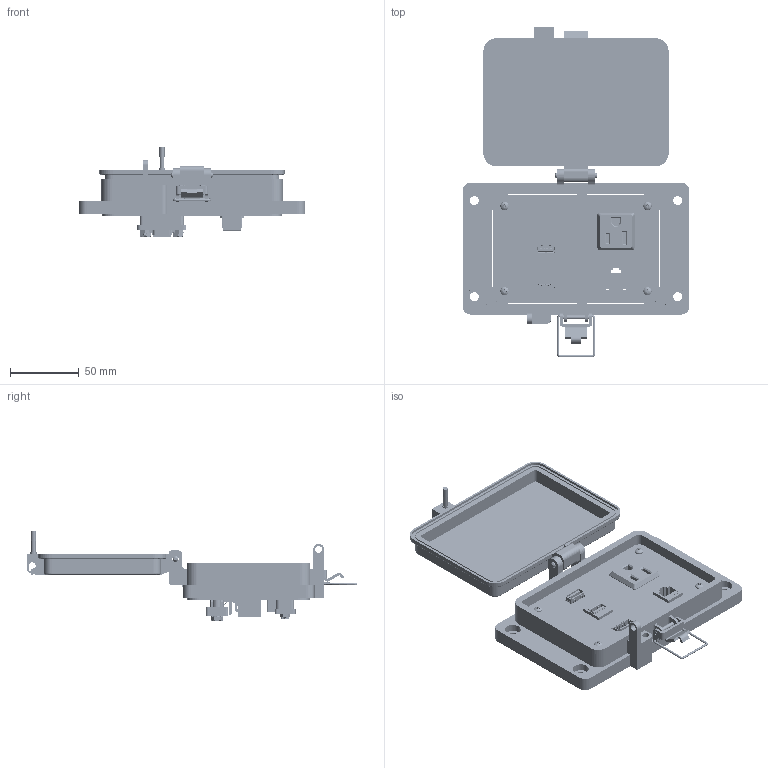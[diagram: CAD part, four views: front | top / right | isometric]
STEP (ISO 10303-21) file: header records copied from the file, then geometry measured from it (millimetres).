
FILE_DESCRIPTION (( 'STEP AP203' ), '1' );
FILE_NAME ('P-P22P33P38R2-M3R0_3D.STEP', '2019-05-31T16:31:57', ( '' ), ( '' ), 'SwSTEP 2.0', 'SolidWorks 2018', '' );
FILE_SCHEMA (( 'CONFIG_CONTROL_DESIGN' ));
Length unit declared in the file: millimetre
Products named in the file (25): Z-300-USB-A-FF; R; Z-002-4401_4HN_90675A005; P22; Z-H-M3_B; P-P22P33P38R2-M3R0_FP060_1; P-P22P33P38R2-M3R0_TP240_1; -M3; U3C00029-MA1; 632FH_1-1_4-IN; 92005A124_METRIC PAN HEAD PHILLIPS MACHINE SCREW_92005A124; 1AA05-054_Crimped; Z-001-SPR_3_4; P-P22P33P38R2-M3R0_3D; P33; Z-002-632516HN_90675A007; P-P22P33P38R2-M3R0_BP180_1; Z-300-RJ45CAT5; P38; P-P22P33P38R2-M3R0_TP060_1; R2; P-P22P33P38R2-M3R0_TP120_1; Z-000-4243316TFP; Z-200-OTLT-R0SQ; 90273A117_ZINC-PLATED STL FLAT HEAD PHIL MACHINE SCREW_90273A117
Assembly tree (39 placements, depth 3):
  P-P22P33P38R2-M3R0_3D
    P-P22P33P38R2-M3R0_BP180_1
    P-P22P33P38R2-M3R0_TP060_1  x2
    Z-000-4243316TFP  x6
    P22
      Z-300-USB-A-FF
    P-P22P33P38R2-M3R0_TP240_1
    632FH_1-1_4-IN  x2
    Z-001-SPR_3_4  x2
    Z-002-632516HN_90675A007  x2
    P38
    P-P22P33P38R2-M3R0_TP120_1
    90273A117_ZINC-PLATED STL FLAT HEAD PHIL MACHINE SCREW_90273A117  x2
    Z-002-4401_4HN_90675A005  x2
    P-P22P33P38R2-M3R0_FP060_1
    P33
      U3C00029-MA1
      1AA05-054_Crimped  x2
    R2
      Z-300-RJ45CAT5
    R
      Z-200-OTLT-R0SQ
    -M3
      Z-H-M3_B
    92005A124_METRIC PAN HEAD PHILLIPS MACHINE SCREW_92005A124  x4
Bounding box: 164.96 x 240.59 x 65.4 mm (x, y, z)
Volume: 259418.5 mm3; surface area: 168851.2 mm2
Topology: 48 solids, 48 shells, 6257 faces, 17444 edges, 11417 vertices
Faces by surface type: plane 2956, cylinder 2210, bspline 772, cone 275, sphere 24, torus 20
Entity records: 157900 total; most frequent: CARTESIAN_POINT 57640, ORIENTED_EDGE 22230, DIRECTION 17423, EDGE_CURVE 11115, LINE 7381, VECTOR 7381, VERTEX_POINT 7266, AXIS2_PLACEMENT_3D 5021
